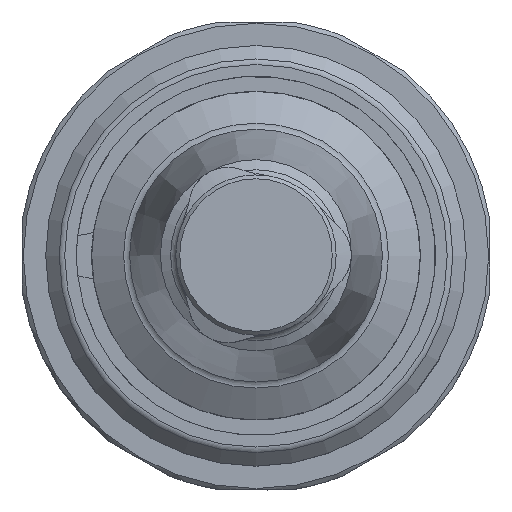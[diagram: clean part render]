
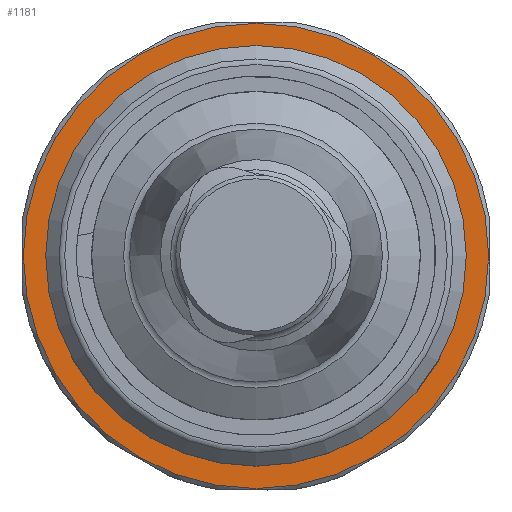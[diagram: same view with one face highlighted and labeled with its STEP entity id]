
A CAD part, top view. The second image highlights one B-rep face of the part: STEP entity #1181.
In plain terms, the highlighted planar face has unit normal (0, 0, 1).
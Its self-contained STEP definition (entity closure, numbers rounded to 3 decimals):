
#153=PLANE('',#1330);
#199=CIRCLE('',#1294,15.65);
#217=CIRCLE('',#1331,17.7);
#471=ORIENTED_EDGE('',*,*,#638,.T.);
#472=ORIENTED_EDGE('',*,*,#684,.F.);
#638=EDGE_CURVE('',#766,#766,#199,.T.);
#684=EDGE_CURVE('',#800,#800,#217,.T.);
#766=VERTEX_POINT('',#2032);
#800=VERTEX_POINT('',#2173);
#941=EDGE_LOOP('',(#471));
#942=EDGE_LOOP('',(#472));
#1058=FACE_BOUND('',#941,.T.);
#1059=FACE_BOUND('',#942,.T.);
#1181=ADVANCED_FACE('',(#1058,#1059),#153,.F.);
#1294=AXIS2_PLACEMENT_3D('',#2031,#1556,#1557);
#1330=AXIS2_PLACEMENT_3D('',#2171,#1642,#1643);
#1331=AXIS2_PLACEMENT_3D('',#2172,#1644,#1645);
#1556=DIRECTION('',(0.,0.,-1.));
#1557=DIRECTION('',(1.,0.,0.));
#1642=DIRECTION('',(0.,0.,-1.));
#1643=DIRECTION('',(1.,0.,0.));
#1644=DIRECTION('',(0.,0.,-1.));
#1645=DIRECTION('',(1.,0.,0.));
#2031=CARTESIAN_POINT('',(0.,0.,-1.));
#2032=CARTESIAN_POINT('',(15.65,0.,-1.));
#2171=CARTESIAN_POINT('',(15.65,0.,-1.));
#2172=CARTESIAN_POINT('',(0.,0.,-1.));
#2173=CARTESIAN_POINT('',(17.7,0.,-1.));
